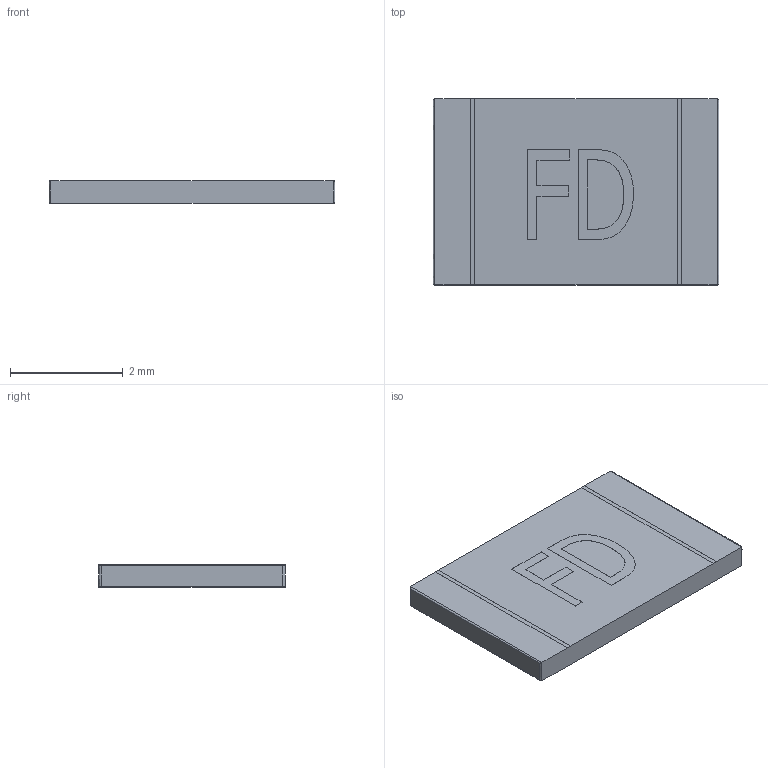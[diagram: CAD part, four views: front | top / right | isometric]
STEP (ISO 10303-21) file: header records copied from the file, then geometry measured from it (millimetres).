
FILE_DESCRIPTION (( 'STEP AP203' ), '1' );
FILE_NAME ('fuse.STEP', '2018-08-07T22:16:40', ( '' ), ( '' ), 'SwSTEP 2.0', 'SolidWorks 2018', '' );
FILE_SCHEMA (( 'CONFIG_CONTROL_DESIGN' ));
Length unit declared in the file: millimetre
Products named in the file (1): fuse
Bounding box: 5.07 x 3.3 x 0.4 mm (x, y, z)
Volume: 6.7 mm3; surface area: 40 mm2
Topology: 1 solids, 1 shells, 49 faces, 124 edges, 80 vertices
Faces by surface type: plane 33, bspline 16
Entity records: 1583 total; most frequent: CARTESIAN_POINT 438, ORIENTED_EDGE 248, DIRECTION 168, EDGE_CURVE 124, VECTOR 100, LINE 100, VERTEX_POINT 80, EDGE_LOOP 52
